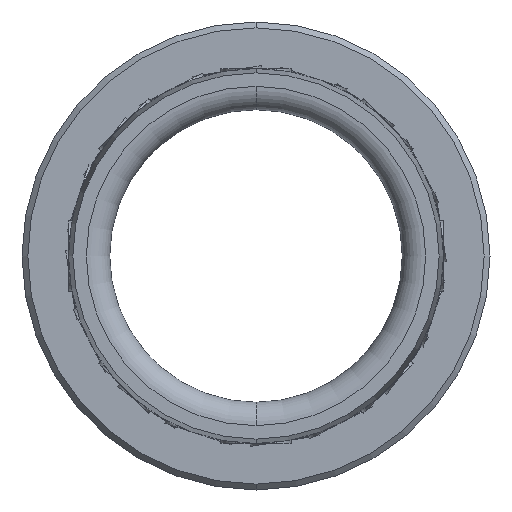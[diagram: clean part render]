
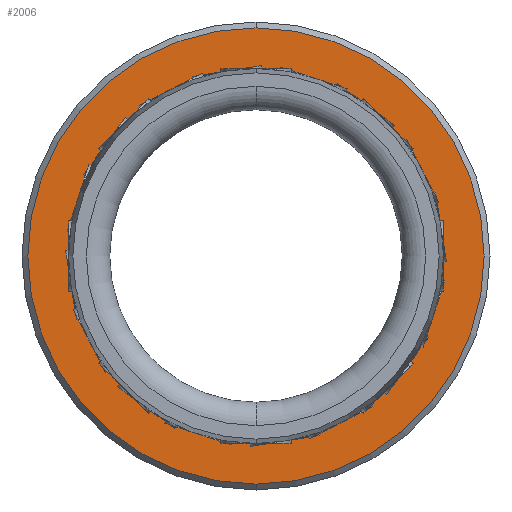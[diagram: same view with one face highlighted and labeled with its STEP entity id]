
A CAD part, front view. The second image highlights one B-rep face of the part: STEP entity #2006.
In plain terms, the highlighted planar face has unit normal (0, -1, 0).
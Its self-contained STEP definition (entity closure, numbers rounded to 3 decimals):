
#24 = CIRCLE ( 'NONE', #1783, 16. ) ;
#146 = DIRECTION ( 'NONE',  ( 0., 0., -1. ) ) ;
#731 = EDGE_LOOP ( 'NONE', ( #4812, #5298 ) ) ;
#810 = CARTESIAN_POINT ( 'NONE',  ( 0., 11.929, 0. ) ) ;
#833 = DIRECTION ( 'NONE',  ( 0., 0., -1. ) ) ;
#877 = DIRECTION ( 'NONE',  ( 0., -1., 0. ) ) ;
#1003 = EDGE_CURVE ( 'NONE', #2072, #4749, #5561, .T. ) ;
#1070 = CARTESIAN_POINT ( 'NONE',  ( 0., 11.929, 19.5 ) ) ;
#1092 = CIRCLE ( 'NONE', #6371, 19.5 ) ;
#1142 = EDGE_CURVE ( 'NONE', #2188, #1921, #2771, .T. ) ;
#1183 = CARTESIAN_POINT ( 'NONE',  ( 0., 11.929, -16. ) ) ;
#1350 = CARTESIAN_POINT ( 'NONE',  ( 0., 11.929, 0. ) ) ;
#1783 = AXIS2_PLACEMENT_3D ( 'NONE', #3858, #877, #3799 ) ;
#1880 = DIRECTION ( 'NONE',  ( 0., 0., -1. ) ) ;
#1921 = VERTEX_POINT ( 'NONE', #5739 ) ;
#2006 = ADVANCED_FACE ( 'NONE', ( #4777, #4477 ), #4790, .T. ) ;
#2072 = VERTEX_POINT ( 'NONE', #6209 ) ;
#2188 = VERTEX_POINT ( 'NONE', #1183 ) ;
#2232 = CARTESIAN_POINT ( 'NONE',  ( 0., 11.929, 0. ) ) ;
#2294 = CARTESIAN_POINT ( 'NONE',  ( 16., 11.929, 0. ) ) ;
#2635 = AXIS2_PLACEMENT_3D ( 'NONE', #2232, #4699, #146 ) ;
#2771 = CIRCLE ( 'NONE', #6205, 16. ) ;
#3251 = DIRECTION ( 'NONE',  ( 0., 0., -1. ) ) ;
#3521 = EDGE_LOOP ( 'NONE', ( #4516, #3600 ) ) ;
#3600 = ORIENTED_EDGE ( 'NONE', *, *, #1003, .T. ) ;
#3799 = DIRECTION ( 'NONE',  ( 0., 0., -1. ) ) ;
#3818 = DIRECTION ( 'NONE',  ( 0., -1., 0. ) ) ;
#3858 = CARTESIAN_POINT ( 'NONE',  ( 0., 11.929, 0. ) ) ;
#4477 = FACE_BOUND ( 'NONE', #731, .T. ) ;
#4516 = ORIENTED_EDGE ( 'NONE', *, *, #4925, .T. ) ;
#4699 = DIRECTION ( 'NONE',  ( 0., -1., 0. ) ) ;
#4749 = VERTEX_POINT ( 'NONE', #1070 ) ;
#4777 = FACE_OUTER_BOUND ( 'NONE', #3521, .T. ) ;
#4790 = PLANE ( 'NONE',  #5198 ) ;
#4812 = ORIENTED_EDGE ( 'NONE', *, *, #1142, .F. ) ;
#4901 = DIRECTION ( 'NONE',  ( 0., -1., 0. ) ) ;
#4925 = EDGE_CURVE ( 'NONE', #4749, #2072, #1092, .T. ) ;
#5198 = AXIS2_PLACEMENT_3D ( 'NONE', #2294, #6268, #3251 ) ;
#5298 = ORIENTED_EDGE ( 'NONE', *, *, #5985, .F. ) ;
#5561 = CIRCLE ( 'NONE', #2635, 19.5 ) ;
#5739 = CARTESIAN_POINT ( 'NONE',  ( 0., 11.929, 16. ) ) ;
#5985 = EDGE_CURVE ( 'NONE', #1921, #2188, #24, .T. ) ;
#6205 = AXIS2_PLACEMENT_3D ( 'NONE', #810, #3818, #833 ) ;
#6209 = CARTESIAN_POINT ( 'NONE',  ( 0., 11.929, -19.5 ) ) ;
#6268 = DIRECTION ( 'NONE',  ( 0., -1., 0. ) ) ;
#6371 = AXIS2_PLACEMENT_3D ( 'NONE', #1350, #4901, #1880 ) ;
